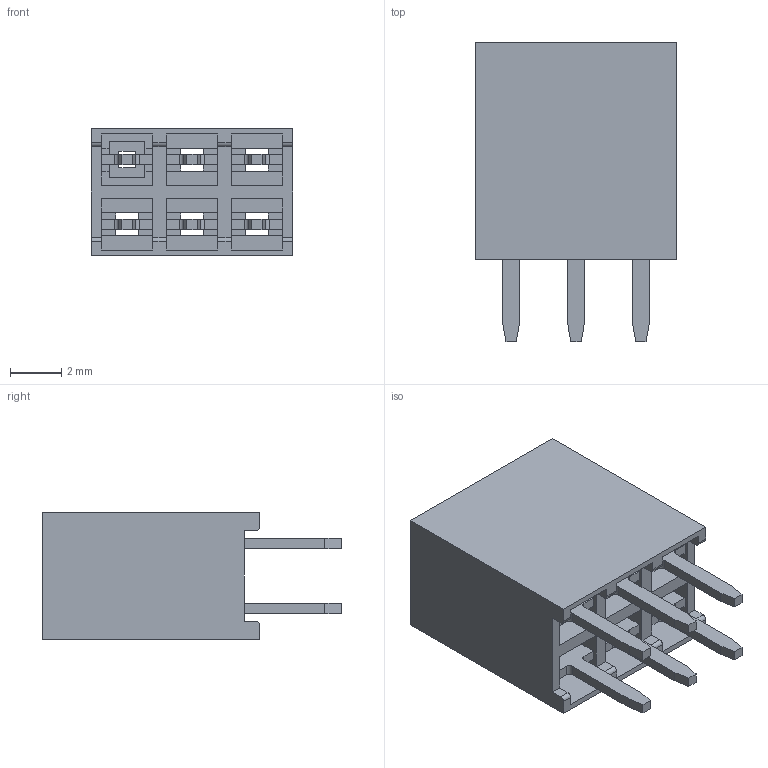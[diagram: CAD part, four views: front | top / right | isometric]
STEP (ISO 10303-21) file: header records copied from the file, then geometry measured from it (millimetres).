
FILE_DESCRIPTION(('STEP AP214'),'1');
FILE_NAME('female_header_a-bl254-dg-g06d.stp','2015-02-23T17:10:26',('TraceParts'),('TraceParts S.A.'),'XStep 1.0',' ',' ');
FILE_SCHEMA(('automotive_design'));
Length unit declared in the file: millimetre
Products named in the file (1): 1
Bounding box: 7.87 x 11.7 x 5 mm (x, y, z)
Volume: 148.7 mm3; surface area: 729.9 mm2
Topology: 1 solids, 1 shells, 206 faces, 624 edges, 416 vertices
Faces by surface type: plane 186, cylinder 20
Entity records: 13800 total; most frequent: ORIENTED_EDGE 1248, CARTESIAN_POINT 1247, STYLED_ITEM 1246, PRESENTATION_STYLE_ASSIGNMENT 1246, COLOUR_RGB 1246, DIRECTION 1078, EDGE_CURVE 624, CURVE_STYLE 624
